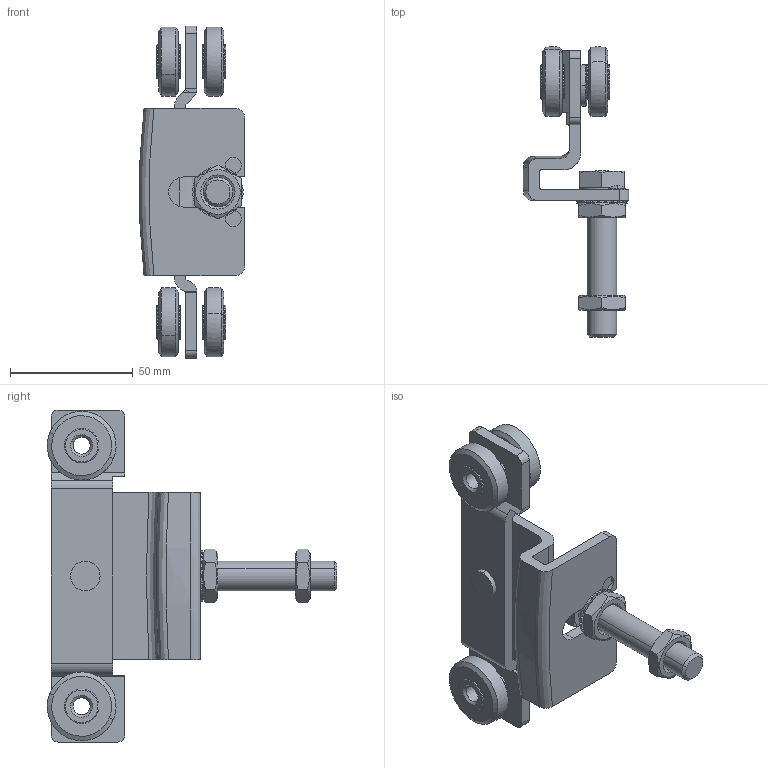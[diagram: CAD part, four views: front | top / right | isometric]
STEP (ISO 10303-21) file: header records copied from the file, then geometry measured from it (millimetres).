
FILE_DESCRIPTION (( 'STEP AP203' ), '1' );
FILE_NAME ('1.23.R91.STEP', '2019-05-27T13:17:21', ( '' ), ( '' ), 'SwSTEP 2.0', 'SolidWorks 2018', '' );
FILE_SCHEMA (( 'CONFIG_CONTROL_DESIGN' ));
Length unit declared in the file: millimetre
Products named in the file (1): 1.23.R91
Bounding box: 43 x 117.87 x 135 mm (x, y, z)
Volume: 78720.8 mm3; surface area: 45131.4 mm2
Topology: 32 solids, 32 shells, 509 faces, 1171 edges, 745 vertices
Faces by surface type: plane 215, cylinder 173, cone 75, torus 30, bspline 16
Entity records: 22446 total; most frequent: CARTESIAN_POINT 10845, DIRECTION 2424, ORIENTED_EDGE 2334, EDGE_CURVE 1167, AXIS2_PLACEMENT_3D 979, VERTEX_POINT 745, EDGE_LOOP 596, FACE_OUTER_BOUND 509
